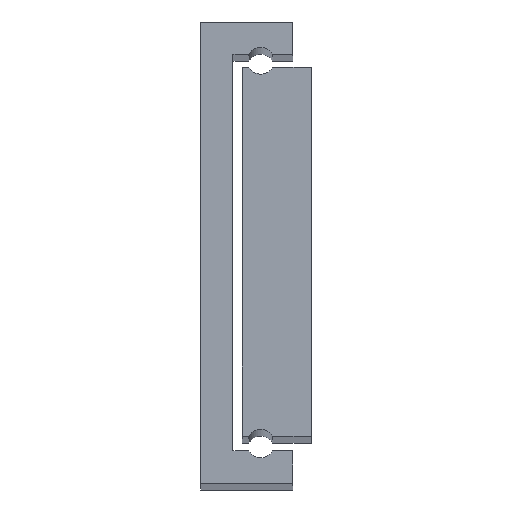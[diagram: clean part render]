
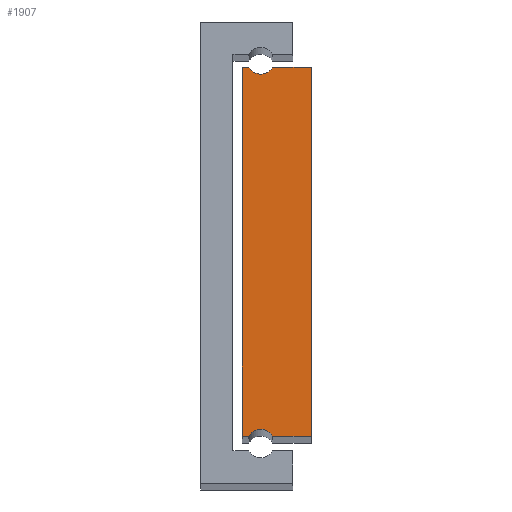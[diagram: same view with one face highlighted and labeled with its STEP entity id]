
A CAD part, top view. The second image highlights one B-rep face of the part: STEP entity #1907.
In plain terms, the highlighted planar face has unit normal (0, 0, 1).
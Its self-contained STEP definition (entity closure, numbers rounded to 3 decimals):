
#26 = LINE ( 'NONE', #2453, #2190 ) ;
#77 = CARTESIAN_POINT ( 'NONE',  ( 2.027, 78.924, 425. ) ) ;
#87 = CARTESIAN_POINT ( 'NONE',  ( -4.571, -1.076, 425. ) ) ;
#123 = DIRECTION ( 'NONE',  ( 0., 0., -1. ) ) ;
#169 = PLANE ( 'NONE',  #2472 ) ;
#210 = AXIS2_PLACEMENT_3D ( 'NONE', #568, #1544, #1946 ) ;
#237 = CARTESIAN_POINT ( 'NONE',  ( 10.429, 78.924, 425. ) ) ;
#252 = EDGE_CURVE ( 'NONE', #2756, #348, #2874, .T. ) ;
#309 = EDGE_CURVE ( 'NONE', #2249, #1053, #2837, .T. ) ;
#336 = ORIENTED_EDGE ( 'NONE', *, *, #701, .T. ) ;
#348 = VERTEX_POINT ( 'NONE', #2148 ) ;
#371 = FACE_OUTER_BOUND ( 'NONE', #813, .T. ) ;
#401 = VERTEX_POINT ( 'NONE', #77 ) ;
#449 = VECTOR ( 'NONE', #519, 1000. ) ;
#519 = DIRECTION ( 'NONE',  ( 1., 0., 0. ) ) ;
#533 = ORIENTED_EDGE ( 'NONE', *, *, #1809, .T. ) ;
#539 = DIRECTION ( 'NONE',  ( -1., 0., 0. ) ) ;
#568 = CARTESIAN_POINT ( 'NONE',  ( -0.571, -2.576, 425. ) ) ;
#599 = EDGE_CURVE ( 'NONE', #348, #631, #26, .T. ) ;
#631 = VERTEX_POINT ( 'NONE', #1484 ) ;
#679 = VECTOR ( 'NONE', #2159, 1000. ) ;
#701 = EDGE_CURVE ( 'NONE', #1995, #2756, #1489, .T. ) ;
#725 = VECTOR ( 'NONE', #2438, 1000. ) ;
#813 = EDGE_LOOP ( 'NONE', ( #1975, #533, #336, #2290, #2090, #2556, #2844, #1277 ) ) ;
#962 = DIRECTION ( 'NONE',  ( 1., 0., 0. ) ) ;
#1043 = EDGE_CURVE ( 'NONE', #631, #401, #1759, .T. ) ;
#1053 = VERTEX_POINT ( 'NONE', #1718 ) ;
#1090 = CARTESIAN_POINT ( 'NONE',  ( -3.169, -1.076, 425. ) ) ;
#1165 = CIRCLE ( 'NONE', #3112, 3. ) ;
#1277 = ORIENTED_EDGE ( 'NONE', *, *, #309, .T. ) ;
#1287 = CARTESIAN_POINT ( 'NONE',  ( -4.571, 78.924, 425. ) ) ;
#1293 = EDGE_CURVE ( 'NONE', #401, #2249, #1165, .T. ) ;
#1484 = CARTESIAN_POINT ( 'NONE',  ( 10.429, 78.924, 425. ) ) ;
#1489 = CIRCLE ( 'NONE', #210, 3. ) ;
#1544 = DIRECTION ( 'NONE',  ( 0., 0., -1. ) ) ;
#1569 = CARTESIAN_POINT ( 'NONE',  ( -4.571, -1.076, 425. ) ) ;
#1641 = CARTESIAN_POINT ( 'NONE',  ( -3.169, 78.924, 425. ) ) ;
#1691 = CARTESIAN_POINT ( 'NONE',  ( 2.027, -1.076, 425. ) ) ;
#1718 = CARTESIAN_POINT ( 'NONE',  ( -4.571, 78.924, 425. ) ) ;
#1748 = CARTESIAN_POINT ( 'NONE',  ( -3.169, 78.924, 425. ) ) ;
#1759 = LINE ( 'NONE', #237, #2849 ) ;
#1809 = EDGE_CURVE ( 'NONE', #2007, #1995, #2004, .T. ) ;
#1907 = ADVANCED_FACE ( 'NONE', ( #371 ), #169, .F. ) ;
#1946 = DIRECTION ( 'NONE',  ( -1., 0., 0. ) ) ;
#1955 = LINE ( 'NONE', #1287, #725 ) ;
#1975 = ORIENTED_EDGE ( 'NONE', *, *, #2313, .T. ) ;
#1995 = VERTEX_POINT ( 'NONE', #1090 ) ;
#2004 = LINE ( 'NONE', #87, #449 ) ;
#2007 = VERTEX_POINT ( 'NONE', #1569 ) ;
#2090 = ORIENTED_EDGE ( 'NONE', *, *, #599, .T. ) ;
#2148 = CARTESIAN_POINT ( 'NONE',  ( 10.429, -1.076, 425. ) ) ;
#2159 = DIRECTION ( 'NONE',  ( 1., 0., 0. ) ) ;
#2190 = VECTOR ( 'NONE', #2910, 1000. ) ;
#2249 = VERTEX_POINT ( 'NONE', #1748 ) ;
#2290 = ORIENTED_EDGE ( 'NONE', *, *, #252, .T. ) ;
#2295 = CARTESIAN_POINT ( 'NONE',  ( -0.571, -2.576, 425. ) ) ;
#2313 = EDGE_CURVE ( 'NONE', #1053, #2007, #1955, .T. ) ;
#2438 = DIRECTION ( 'NONE',  ( 0., -1., 0. ) ) ;
#2453 = CARTESIAN_POINT ( 'NONE',  ( 10.429, -1.076, 425. ) ) ;
#2472 = AXIS2_PLACEMENT_3D ( 'NONE', #2295, #123, #3057 ) ;
#2556 = ORIENTED_EDGE ( 'NONE', *, *, #1043, .T. ) ;
#2584 = VECTOR ( 'NONE', #2598, 1000. ) ;
#2598 = DIRECTION ( 'NONE',  ( -1., 0., 0. ) ) ;
#2756 = VERTEX_POINT ( 'NONE', #2931 ) ;
#2830 = CARTESIAN_POINT ( 'NONE',  ( -0.571, 80.424, 425. ) ) ;
#2837 = LINE ( 'NONE', #1641, #2584 ) ;
#2844 = ORIENTED_EDGE ( 'NONE', *, *, #1293, .T. ) ;
#2849 = VECTOR ( 'NONE', #539, 1000. ) ;
#2874 = LINE ( 'NONE', #1691, #679 ) ;
#2910 = DIRECTION ( 'NONE',  ( 0., 1., 0. ) ) ;
#2931 = CARTESIAN_POINT ( 'NONE',  ( 2.027, -1.076, 425. ) ) ;
#3057 = DIRECTION ( 'NONE',  ( -1., 0., 0. ) ) ;
#3086 = DIRECTION ( 'NONE',  ( 0., 0., -1. ) ) ;
#3112 = AXIS2_PLACEMENT_3D ( 'NONE', #2830, #3086, #962 ) ;
